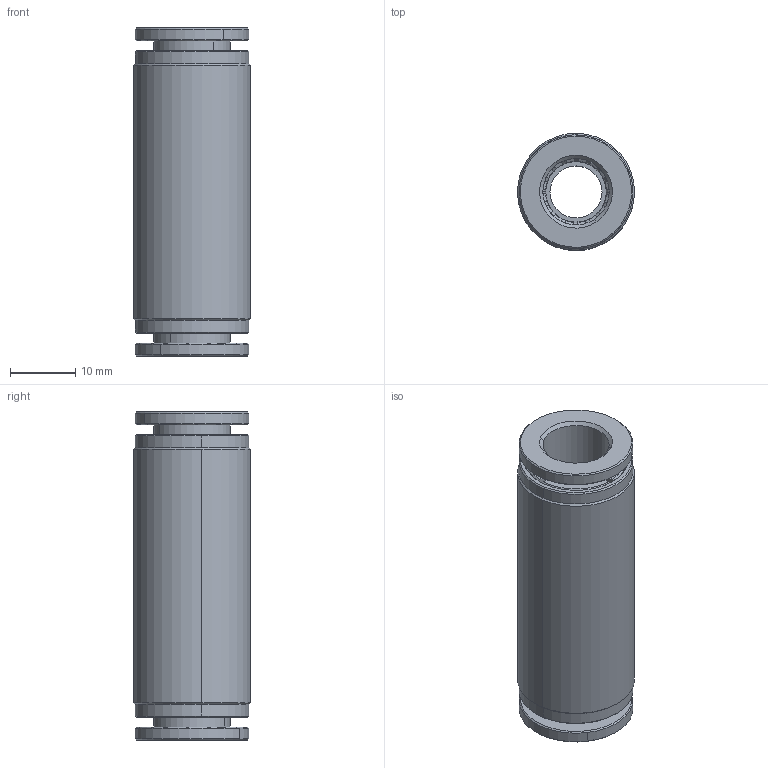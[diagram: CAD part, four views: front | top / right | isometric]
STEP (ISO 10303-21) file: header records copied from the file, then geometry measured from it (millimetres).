
FILE_DESCRIPTION (( 'STEP AP214' ), '1' );
FILE_NAME ('SUS10W.STEP', '2018-06-12T18:09:44', ( '' ), ( '' ), 'SwSTEP 2.0', 'SolidWorks 2016', '' );
FILE_SCHEMA (( 'AUTOMOTIVE_DESIGN' ));
Length unit declared in the file: millimetre
Products named in the file (1): SUS10W
Bounding box: 18 x 18 x 50.44 mm (x, y, z)
Volume: 7574.1 mm3; surface area: 11241.2 mm2
Topology: 11 solids, 11 shells, 822 faces, 2302 edges, 1508 vertices
Faces by surface type: plane 292, cone 258, bspline 138, cylinder 130, torus 4
Entity records: 41060 total; most frequent: CARTESIAN_POINT 12691, ORIENTED_EDGE 4604, DIRECTION 3286, EDGE_CURVE 2302, VERTEX_POINT 1508, AXIS2_PLACEMENT_3D 1335, B_SPLINE_CURVE_WITH_KNOTS 1036, EDGE_LOOP 850
